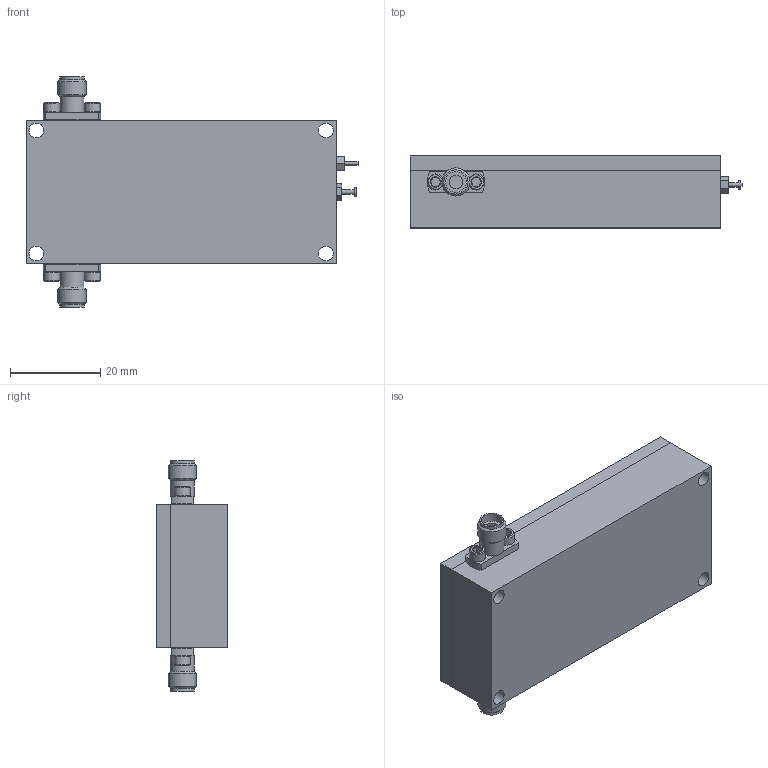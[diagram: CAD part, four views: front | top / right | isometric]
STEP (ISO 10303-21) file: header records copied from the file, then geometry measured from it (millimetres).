
FILE_DESCRIPTION (( 'STEP AP214' ), '1' );
FILE_NAME ('STP-200437 X2.STEP', '2022-07-18T20:15:26', ( '' ), ( '' ), 'SwSTEP 2.0', 'SolidWorks 2016', '' );
FILE_SCHEMA (( 'AUTOMOTIVE_DESIGN' ));
Length unit declared in the file: inch
Products named in the file (1): STP-200437 X2
Bounding box: 73.41 x 15.88 x 50.95 mm (x, y, z)
Volume: 22506.3 mm3; surface area: 15901.3 mm2
Topology: 17 solids, 17 shells, 490 faces, 1195 edges, 770 vertices
Faces by surface type: plane 208, cylinder 173, cone 80, bspline 29
Full cylindrical faces by diameter (mm): 0.762 x2, 1.016 x2, 1.227 x2, 1.628 x2, 1.778 x4, 1.905 x3, 2.065 x1, 2.184 x4, 2.261 x7, 2.591 x4, 2.921 x2, 3.264 x8, 3.556 x4, 4.089 x2, 4.623 x2, 5.334 x4, 6.223 x2
Entity records: 31458 total; most frequent: CARTESIAN_POINT 14911, ORIENTED_EDGE 2120, DIRECTION 1836, EDGE_CURVE 1060, VERTEX_POINT 730, AXIS2_PLACEMENT_3D 718, EDGE_LOOP 650, FACE_OUTER_BOUND 541
